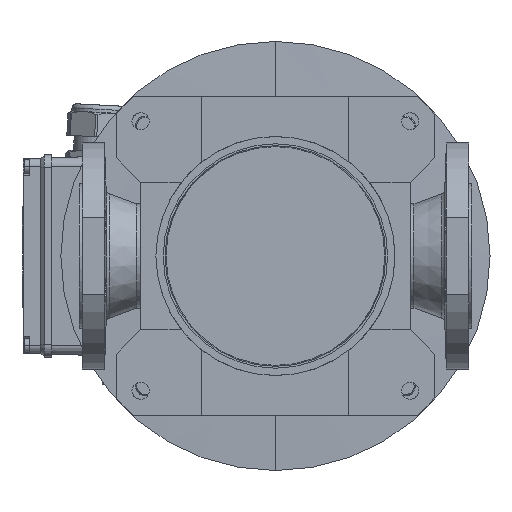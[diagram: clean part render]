
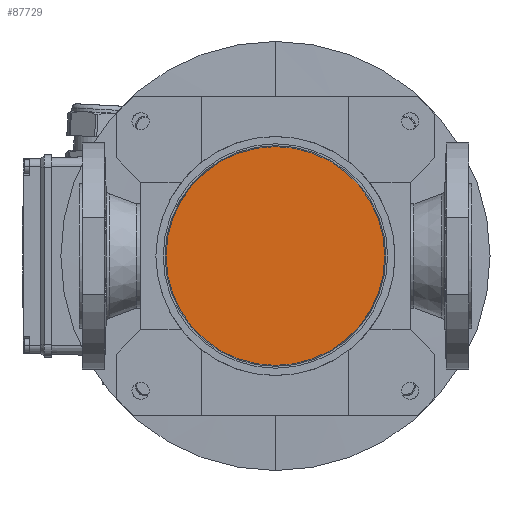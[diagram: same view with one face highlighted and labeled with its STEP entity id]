
A CAD part, front view. The second image highlights one B-rep face of the part: STEP entity #87729.
In plain terms, the highlighted planar face has unit normal (0, -1, 0).
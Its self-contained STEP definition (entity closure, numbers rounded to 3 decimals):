
#2619 = DIRECTION ( 'NONE',  ( 0., 1., 0. ) ) ;
#5284 = CARTESIAN_POINT ( 'NONE',  ( 0., -46., 0. ) ) ;
#40497 = AXIS2_PLACEMENT_3D ( 'NONE', #103510, #42804, #125028 ) ;
#42025 = ORIENTED_EDGE ( 'NONE', *, *, #55310, .F. ) ;
#42804 = DIRECTION ( 'NONE',  ( 0., -1., 0. ) ) ;
#44009 = CIRCLE ( 'NONE', #97807, 89.214 ) ;
#46614 = VERTEX_POINT ( 'NONE', #68516 ) ;
#47351 = CARTESIAN_POINT ( 'NONE',  ( 0., -46., -89.214 ) ) ;
#50852 = AXIS2_PLACEMENT_3D ( 'NONE', #5284, #2619, #53842 ) ;
#51600 = PLANE ( 'NONE',  #40497 ) ;
#53535 = EDGE_LOOP ( 'NONE', ( #42025, #117901 ) ) ;
#53842 = DIRECTION ( 'NONE',  ( 0., 0., 1. ) ) ;
#55310 = EDGE_CURVE ( 'NONE', #108728, #46614, #44009, .T. ) ;
#55929 = CARTESIAN_POINT ( 'NONE',  ( 0., -46., 0. ) ) ;
#58744 = EDGE_CURVE ( 'NONE', #46614, #108728, #108949, .T. ) ;
#68516 = CARTESIAN_POINT ( 'NONE',  ( 0., -46., 89.214 ) ) ;
#87729 = ADVANCED_FACE ( 'NONE', ( #122402 ), #51600, .T. ) ;
#97060 = DIRECTION ( 'NONE',  ( 0., 0., 1. ) ) ;
#97807 = AXIS2_PLACEMENT_3D ( 'NONE', #55929, #130014, #97060 ) ;
#103510 = CARTESIAN_POINT ( 'NONE',  ( 0., -46., 0. ) ) ;
#108728 = VERTEX_POINT ( 'NONE', #47351 ) ;
#108949 = CIRCLE ( 'NONE', #50852, 89.214 ) ;
#117901 = ORIENTED_EDGE ( 'NONE', *, *, #58744, .F. ) ;
#122402 = FACE_OUTER_BOUND ( 'NONE', #53535, .T. ) ;
#125028 = DIRECTION ( 'NONE',  ( 0., 0., -1. ) ) ;
#130014 = DIRECTION ( 'NONE',  ( 0., 1., 0. ) ) ;
